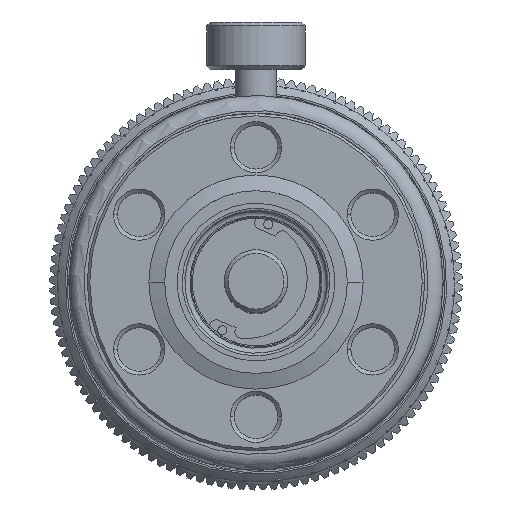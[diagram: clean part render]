
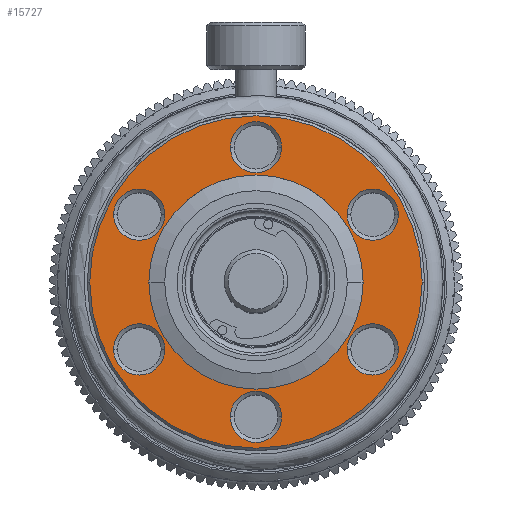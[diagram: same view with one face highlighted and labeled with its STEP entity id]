
A CAD part, top view. The second image highlights one B-rep face of the part: STEP entity #15727.
In plain terms, the highlighted face is planar.
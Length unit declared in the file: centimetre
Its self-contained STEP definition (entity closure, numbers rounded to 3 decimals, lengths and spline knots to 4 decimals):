
#3123=PLANE('',#53435);
#3635=VERTEX_POINT('',#19375);
#3636=VERTEX_POINT('',#19377);
#3643=VERTEX_POINT('',#19393);
#3644=VERTEX_POINT('',#19395);
#3651=VERTEX_POINT('',#19411);
#3652=VERTEX_POINT('',#19413);
#3659=VERTEX_POINT('',#19429);
#3660=VERTEX_POINT('',#19431);
#3667=VERTEX_POINT('',#19447);
#3668=VERTEX_POINT('',#19449);
#3675=VERTEX_POINT('',#19480);
#3676=VERTEX_POINT('',#19482);
#3685=VERTEX_POINT('',#19511);
#3686=VERTEX_POINT('',#19512);
#3687=VERTEX_POINT('',#19518);
#3688=VERTEX_POINT('',#19519);
#5389=CIRCLE('',#53309,0.2565);
#5393=CIRCLE('',#53315,0.2565);
#5397=CIRCLE('',#53321,0.2565);
#5401=CIRCLE('',#53327,0.2565);
#5405=CIRCLE('',#53333,0.2565);
#5409=CIRCLE('',#53344,0.2565);
#5415=CIRCLE('',#53355,1.0719);
#5417=CIRCLE('',#53358,1.6637);
#5467=CIRCLE('',#53436,0.2565);
#5468=CIRCLE('',#53437,0.2565);
#5469=CIRCLE('',#53438,0.2565);
#5470=CIRCLE('',#53439,0.2565);
#5471=CIRCLE('',#53440,0.2565);
#5472=CIRCLE('',#53441,1.0719);
#5473=CIRCLE('',#53442,1.6637);
#5474=CIRCLE('',#53443,0.2565);
#5748=EDGE_CURVE('',#3636,#3635,#5389,.T.);
#5756=EDGE_CURVE('',#3644,#3643,#5393,.T.);
#5764=EDGE_CURVE('',#3652,#3651,#5397,.T.);
#5772=EDGE_CURVE('',#3660,#3659,#5401,.T.);
#5780=EDGE_CURVE('',#3668,#3667,#5405,.T.);
#5798=EDGE_CURVE('',#3676,#3675,#5409,.T.);
#5813=EDGE_CURVE('',#3685,#3686,#5415,.T.);
#5817=EDGE_CURVE('',#3687,#3688,#5417,.T.);
#6069=EDGE_CURVE('',#3635,#3636,#5467,.F.);
#6070=EDGE_CURVE('',#3643,#3644,#5468,.F.);
#6071=EDGE_CURVE('',#3651,#3652,#5469,.F.);
#6072=EDGE_CURVE('',#3659,#3660,#5470,.F.);
#6073=EDGE_CURVE('',#3667,#3668,#5471,.F.);
#6074=EDGE_CURVE('',#3686,#3685,#5472,.F.);
#6075=EDGE_CURVE('',#3688,#3687,#5473,.F.);
#6076=EDGE_CURVE('',#3675,#3676,#5474,.F.);
#8731=ORIENTED_EDGE('',*,*,#5748,.T.);
#8732=ORIENTED_EDGE('',*,*,#6069,.T.);
#8733=ORIENTED_EDGE('',*,*,#5756,.T.);
#8734=ORIENTED_EDGE('',*,*,#6070,.T.);
#8735=ORIENTED_EDGE('',*,*,#5764,.T.);
#8736=ORIENTED_EDGE('',*,*,#6071,.T.);
#8737=ORIENTED_EDGE('',*,*,#5772,.T.);
#8738=ORIENTED_EDGE('',*,*,#6072,.T.);
#8739=ORIENTED_EDGE('',*,*,#5780,.T.);
#8740=ORIENTED_EDGE('',*,*,#6073,.T.);
#8741=ORIENTED_EDGE('',*,*,#6074,.T.);
#8742=ORIENTED_EDGE('',*,*,#5813,.T.);
#8743=ORIENTED_EDGE('',*,*,#5817,.F.);
#8744=ORIENTED_EDGE('',*,*,#6075,.F.);
#8745=ORIENTED_EDGE('',*,*,#5798,.T.);
#8746=ORIENTED_EDGE('',*,*,#6076,.T.);
#13703=EDGE_LOOP('',(#8731,#8732));
#13704=EDGE_LOOP('',(#8733,#8734));
#13705=EDGE_LOOP('',(#8735,#8736));
#13706=EDGE_LOOP('',(#8737,#8738));
#13707=EDGE_LOOP('',(#8739,#8740));
#13708=EDGE_LOOP('',(#8741,#8742));
#13709=EDGE_LOOP('',(#8743,#8744));
#13710=EDGE_LOOP('',(#8745,#8746));
#14735=FACE_BOUND('',#13703,.T.);
#14736=FACE_BOUND('',#13704,.T.);
#14737=FACE_BOUND('',#13705,.T.);
#14738=FACE_BOUND('',#13706,.T.);
#14739=FACE_BOUND('',#13707,.T.);
#14740=FACE_BOUND('',#13708,.T.);
#14741=FACE_BOUND('',#13709,.T.);
#14742=FACE_BOUND('',#13710,.T.);
#15727=ADVANCED_FACE('',(#14735,#14736,#14737,#14738,#14739,#14740,#14741,
#14742),#3123,.T.);
#16829=DIRECTION('',(1.,0.,0.));
#16830=DIRECTION('',(0.,0.,0.257));
#16845=DIRECTION('',(1.,0.,0.));
#16846=DIRECTION('',(0.,0.,0.257));
#16861=DIRECTION('',(1.,0.,0.));
#16862=DIRECTION('',(0.,0.,0.257));
#16877=DIRECTION('',(1.,0.,0.));
#16878=DIRECTION('',(0.,0.,0.257));
#16893=DIRECTION('',(1.,0.,0.));
#16894=DIRECTION('',(0.,0.,0.257));
#16929=DIRECTION('',(1.,0.,0.));
#16930=DIRECTION('',(0.,0.,0.257));
#16960=DIRECTION('',(1.,0.,0.));
#16961=DIRECTION('',(0.,0.,-1.072));
#16968=DIRECTION('',(1.,0.,0.));
#16969=DIRECTION('',(0.,0.,-1.664));
#17171=DIRECTION('',(-1.,0.,0.));
#17172=DIRECTION('',(-1.,0.,0.));
#17173=DIRECTION('',(0.,0.,0.257));
#17174=DIRECTION('',(-1.,0.,0.));
#17175=DIRECTION('',(0.,0.,0.257));
#17176=DIRECTION('',(-1.,0.,0.));
#17177=DIRECTION('',(0.,0.,0.257));
#17178=DIRECTION('',(-1.,0.,0.));
#17179=DIRECTION('',(0.,0.,0.257));
#17180=DIRECTION('',(-1.,0.,0.));
#17181=DIRECTION('',(0.,0.,0.257));
#17182=DIRECTION('',(-1.,0.,0.));
#17183=DIRECTION('',(0.,0.,-1.072));
#17184=DIRECTION('',(-1.,0.,0.));
#17185=DIRECTION('',(0.,0.,-1.664));
#17186=DIRECTION('',(-1.,0.,0.));
#17187=DIRECTION('',(0.,0.,0.257));
#19375=CARTESIAN_POINT('',(3.9878,0.6744,0.9115));
#19376=CARTESIAN_POINT('',(3.9878,0.6744,1.168));
#19377=CARTESIAN_POINT('',(3.9878,0.6744,1.4246));
#19393=CARTESIAN_POINT('',(3.9878,-0.6744,0.9115));
#19394=CARTESIAN_POINT('',(3.9878,-0.6744,1.168));
#19395=CARTESIAN_POINT('',(3.9878,-0.6744,1.4246));
#19411=CARTESIAN_POINT('',(3.9878,-1.3487,-0.2565));
#19412=CARTESIAN_POINT('',(3.9878,-1.3487,0.));
#19413=CARTESIAN_POINT('',(3.9878,-1.3487,0.2565));
#19429=CARTESIAN_POINT('',(3.9878,-0.6744,-1.4246));
#19430=CARTESIAN_POINT('',(3.9878,-0.6744,-1.168));
#19431=CARTESIAN_POINT('',(3.9878,-0.6744,-0.9115));
#19447=CARTESIAN_POINT('',(3.9878,0.6744,-1.4246));
#19448=CARTESIAN_POINT('',(3.9878,0.6744,-1.168));
#19449=CARTESIAN_POINT('',(3.9878,0.6744,-0.9115));
#19480=CARTESIAN_POINT('',(3.9878,1.3487,-0.2565));
#19481=CARTESIAN_POINT('',(3.9878,1.3487,0.));
#19482=CARTESIAN_POINT('',(3.9878,1.3487,0.2565));
#19510=CARTESIAN_POINT('',(3.9878,0.,0.));
#19511=CARTESIAN_POINT('',(3.9878,0.,1.0719));
#19512=CARTESIAN_POINT('',(3.9878,0.,-1.0719));
#19517=CARTESIAN_POINT('',(3.9878,0.,0.));
#19518=CARTESIAN_POINT('',(3.9878,0.,-1.6637));
#19519=CARTESIAN_POINT('',(3.9878,0.,1.6637));
#21738=CARTESIAN_POINT('',(3.9878,0.,-1.6637));
#21739=CARTESIAN_POINT('',(3.9878,0.6744,1.168));
#21740=CARTESIAN_POINT('',(3.9878,-0.6744,1.168));
#21741=CARTESIAN_POINT('',(3.9878,-1.3487,0.));
#21742=CARTESIAN_POINT('',(3.9878,-0.6744,-1.168));
#21743=CARTESIAN_POINT('',(3.9878,0.6744,-1.168));
#21744=CARTESIAN_POINT('',(3.9878,0.,0.));
#21745=CARTESIAN_POINT('',(3.9878,0.,0.));
#21746=CARTESIAN_POINT('',(3.9878,1.3487,0.));
#53309=AXIS2_PLACEMENT_3D('',#19376,#16829,#16830);
#53315=AXIS2_PLACEMENT_3D('',#19394,#16845,#16846);
#53321=AXIS2_PLACEMENT_3D('',#19412,#16861,#16862);
#53327=AXIS2_PLACEMENT_3D('',#19430,#16877,#16878);
#53333=AXIS2_PLACEMENT_3D('',#19448,#16893,#16894);
#53344=AXIS2_PLACEMENT_3D('',#19481,#16929,#16930);
#53355=AXIS2_PLACEMENT_3D('',#19510,#16960,#16961);
#53358=AXIS2_PLACEMENT_3D('',#19517,#16968,#16969);
#53435=AXIS2_PLACEMENT_3D('',#21738,#17171,$);
#53436=AXIS2_PLACEMENT_3D('',#21739,#17172,#17173);
#53437=AXIS2_PLACEMENT_3D('',#21740,#17174,#17175);
#53438=AXIS2_PLACEMENT_3D('',#21741,#17176,#17177);
#53439=AXIS2_PLACEMENT_3D('',#21742,#17178,#17179);
#53440=AXIS2_PLACEMENT_3D('',#21743,#17180,#17181);
#53441=AXIS2_PLACEMENT_3D('',#21744,#17182,#17183);
#53442=AXIS2_PLACEMENT_3D('',#21745,#17184,#17185);
#53443=AXIS2_PLACEMENT_3D('',#21746,#17186,#17187);
